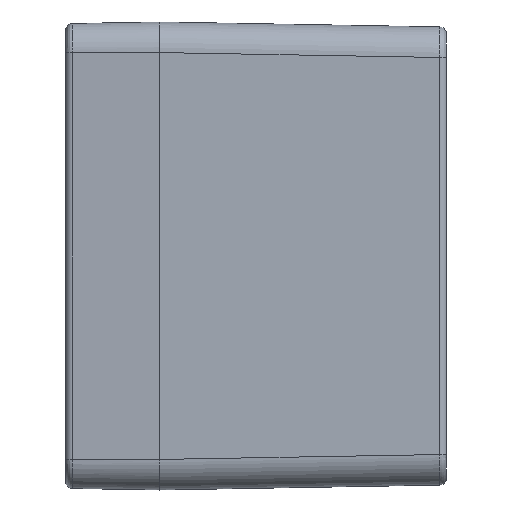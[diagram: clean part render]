
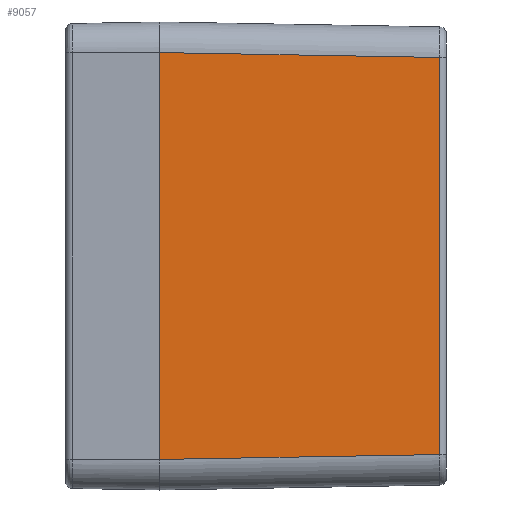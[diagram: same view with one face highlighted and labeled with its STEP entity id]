
A CAD part, left-side view. The second image highlights one B-rep face of the part: STEP entity #9057.
In plain terms, the highlighted planar face has unit normal (-1, -0.018, 0).
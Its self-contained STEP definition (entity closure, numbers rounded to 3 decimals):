
#5081 = DIRECTION ( 'NONE',  ( 0.017, -1., 0. ) ) ;
#5551 = CARTESIAN_POINT ( 'NONE',  ( -79.75, 61., -43.251 ) ) ;
#5569 = DIRECTION ( 'NONE',  ( -1., -0.017, 0. ) ) ;
#5570 = CARTESIAN_POINT ( 'NONE',  ( -79.75, 61., -49.75 ) ) ;
#5571 = AXIS2_PLACEMENT_3D ( 'NONE', #5570, #5569, #5081 ) ;
#5572 = PLANE ( 'NONE',  #5571 ) ;
#5573 = FACE_OUTER_BOUND ( 'NONE', #9058, .T. ) ;
#5584 = CARTESIAN_POINT ( 'NONE',  ( -79.75, 61., 43.251 ) ) ;
#5585 = DIRECTION ( 'NONE',  ( 0., 0., 1. ) ) ;
#5586 = VECTOR ( 'NONE', #5585, 1000. ) ;
#5587 = CARTESIAN_POINT ( 'NONE',  ( -79.75, 61., -49.75 ) ) ;
#5588 = LINE ( 'NONE', #5587, #5586 ) ;
#5610 = CARTESIAN_POINT ( 'NONE',  ( -78.711, 1.474, 42.212 ) ) ;
#5611 = DIRECTION ( 'NONE',  ( 0., 0., 1. ) ) ;
#5612 = VECTOR ( 'NONE', #5611, 1000. ) ;
#5613 = CARTESIAN_POINT ( 'NONE',  ( -78.711, 1.474, -49.75 ) ) ;
#5614 = LINE ( 'NONE', #5613, #5612 ) ;
#5615 = CARTESIAN_POINT ( 'NONE',  ( -78.711, 1.474, -42.212 ) ) ;
#5616 = DIRECTION ( 'NONE',  ( 0.017, -1., 0.017 ) ) ;
#5617 = VECTOR ( 'NONE', #5616, 1000. ) ;
#5618 = CARTESIAN_POINT ( 'NONE',  ( -79.752, 61.113, -43.253 ) ) ;
#5619 = LINE ( 'NONE', #5618, #5617 ) ;
#5694 = DIRECTION ( 'NONE',  ( -0.017, 1., 0.017 ) ) ;
#5695 = VECTOR ( 'NONE', #5694, 1000. ) ;
#5696 = CARTESIAN_POINT ( 'NONE',  ( -79.722, 59.378, 43.223 ) ) ;
#5702 = LINE ( 'NONE', #5696, #5695 ) ;
#9048 = VERTEX_POINT ( 'NONE', #5551 ) ;
#9050 = EDGE_CURVE ( 'NONE', #9048, #9051, #5588, .T. ) ;
#9051 = VERTEX_POINT ( 'NONE', #5584 ) ;
#9057 = ADVANCED_FACE ( 'NONE', ( #5573 ), #5572, .T. ) ;
#9058 = EDGE_LOOP ( 'NONE', ( #9059, #9062, #9065, #9124 ) ) ;
#9059 = ORIENTED_EDGE ( 'NONE', *, *, #9060, .T. ) ;
#9060 = EDGE_CURVE ( 'NONE', #9048, #9061, #5619, .T. ) ;
#9061 = VERTEX_POINT ( 'NONE', #5615 ) ;
#9062 = ORIENTED_EDGE ( 'NONE', *, *, #9063, .T. ) ;
#9063 = EDGE_CURVE ( 'NONE', #9061, #9064, #5614, .T. ) ;
#9064 = VERTEX_POINT ( 'NONE', #5610 ) ;
#9065 = ORIENTED_EDGE ( 'NONE', *, *, #9123, .T. ) ;
#9123 = EDGE_CURVE ( 'NONE', #9064, #9051, #5702, .T. ) ;
#9124 = ORIENTED_EDGE ( 'NONE', *, *, #9050, .F. ) ;
